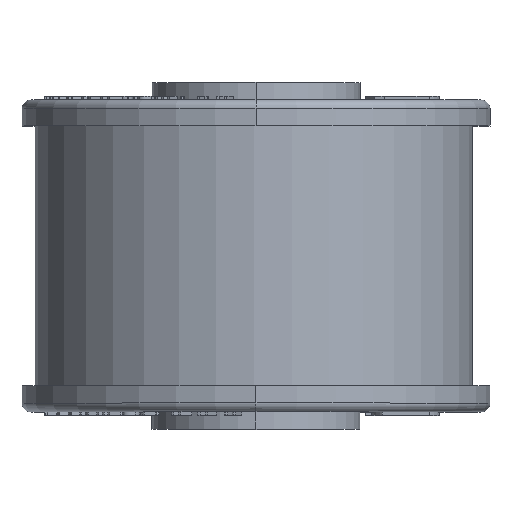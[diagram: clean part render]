
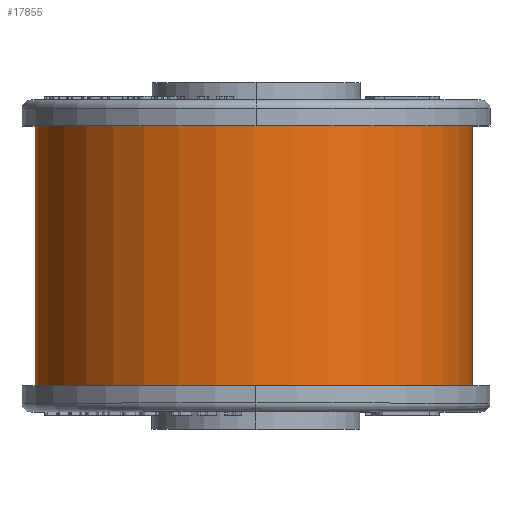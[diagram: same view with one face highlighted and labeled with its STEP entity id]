
A CAD part, top view. The second image highlights one B-rep face of the part: STEP entity #17855.
In plain terms, the highlighted cylindrical face has radius 12.625 mm (diameter 25.25 mm), a partial arc.
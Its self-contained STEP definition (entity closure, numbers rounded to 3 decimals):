
#163 = CARTESIAN_POINT ( 'NONE',  ( -12.75, 15., 0. ) ) ;
#305 = FACE_OUTER_BOUND ( 'NONE', #11506, .T. ) ;
#1374 = AXIS2_PLACEMENT_3D ( 'NONE', #6496, #8385, #18595 ) ;
#1636 = VERTEX_POINT ( 'NONE', #4901 ) ;
#2246 = VECTOR ( 'NONE', #5703, 1000. ) ;
#2337 = DIRECTION ( 'NONE',  ( 0., -1., 0. ) ) ;
#2457 = DIRECTION ( 'NONE',  ( 0., 0., -1. ) ) ;
#3181 = EDGE_CURVE ( 'NONE', #15144, #14514, #13604, .T. ) ;
#3578 = CARTESIAN_POINT ( 'NONE',  ( 12.5, 15., 0. ) ) ;
#3826 = LINE ( 'NONE', #3578, #11796 ) ;
#4151 = CARTESIAN_POINT ( 'NONE',  ( -0.125, 15., 0. ) ) ;
#4901 = CARTESIAN_POINT ( 'NONE',  ( 12.5, 15., 0. ) ) ;
#5703 = DIRECTION ( 'NONE',  ( 0., -1., 0. ) ) ;
#6194 = VERTEX_POINT ( 'NONE', #9185 ) ;
#6496 = CARTESIAN_POINT ( 'NONE',  ( -0.125, 0., 0. ) ) ;
#7429 = CARTESIAN_POINT ( 'NONE',  ( -0.125, 15., 0. ) ) ;
#7619 = AXIS2_PLACEMENT_3D ( 'NONE', #7429, #18424, #9331 ) ;
#8184 = ORIENTED_EDGE ( 'NONE', *, *, #16162, .F. ) ;
#8385 = DIRECTION ( 'NONE',  ( 0., -1., 0. ) ) ;
#9081 = AXIS2_PLACEMENT_3D ( 'NONE', #4151, #2337, #2457 ) ;
#9185 = CARTESIAN_POINT ( 'NONE',  ( -12.75, 15., 0. ) ) ;
#9331 = DIRECTION ( 'NONE',  ( 1., 0., 0. ) ) ;
#10195 = ORIENTED_EDGE ( 'NONE', *, *, #3181, .F. ) ;
#10334 = ORIENTED_EDGE ( 'NONE', *, *, #13034, .T. ) ;
#11506 = EDGE_LOOP ( 'NONE', ( #10195, #8184, #10334, #11877 ) ) ;
#11796 = VECTOR ( 'NONE', #18634, 1000. ) ;
#11810 = CIRCLE ( 'NONE', #7619, 12.625 ) ;
#11877 = ORIENTED_EDGE ( 'NONE', *, *, #13103, .T. ) ;
#13034 = EDGE_CURVE ( 'NONE', #1636, #6194, #11810, .T. ) ;
#13103 = EDGE_CURVE ( 'NONE', #6194, #14514, #14780, .T. ) ;
#13604 = CIRCLE ( 'NONE', #1374, 12.625 ) ;
#13928 = CARTESIAN_POINT ( 'NONE',  ( 12.5, 0., 0. ) ) ;
#14514 = VERTEX_POINT ( 'NONE', #19044 ) ;
#14780 = LINE ( 'NONE', #163, #2246 ) ;
#15144 = VERTEX_POINT ( 'NONE', #13928 ) ;
#16162 = EDGE_CURVE ( 'NONE', #1636, #15144, #3826, .T. ) ;
#17855 = ADVANCED_FACE ( 'NONE', ( #305 ), #20529, .T. ) ;
#18424 = DIRECTION ( 'NONE',  ( 0., -1., 0. ) ) ;
#18595 = DIRECTION ( 'NONE',  ( 1., 0., 0. ) ) ;
#18634 = DIRECTION ( 'NONE',  ( 0., -1., 0. ) ) ;
#19044 = CARTESIAN_POINT ( 'NONE',  ( -12.75, 0., 0. ) ) ;
#20529 = CYLINDRICAL_SURFACE ( 'NONE', #9081, 12.625 ) ;
